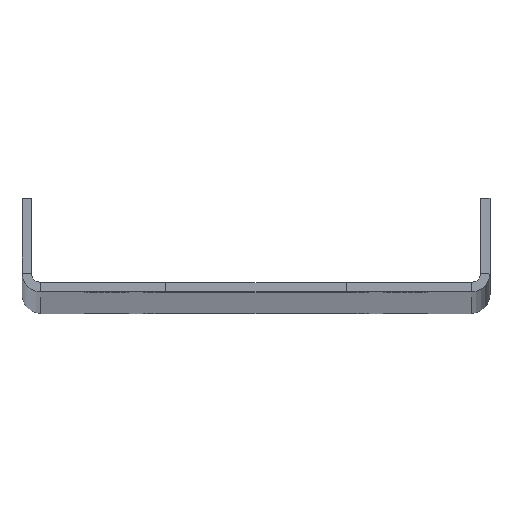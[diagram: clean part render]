
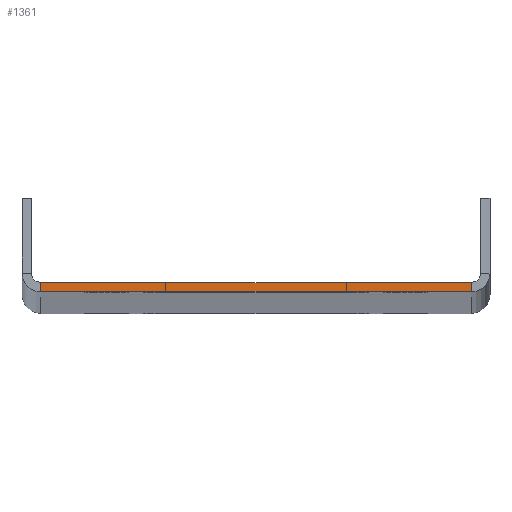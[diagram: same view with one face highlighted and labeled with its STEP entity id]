
A CAD part, top view. The second image highlights one B-rep face of the part: STEP entity #1361.
In plain terms, the highlighted planar face has unit normal (0, 0, 1).
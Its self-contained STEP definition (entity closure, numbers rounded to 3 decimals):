
#37=DIRECTION('',(0.,1.,0.));
#38=VECTOR('',#37,1.5);
#39=CARTESIAN_POINT('',(34.5,0.,2000.));
#40=LINE('',#39,#38);
#305=DIRECTION('',(0.,1.,0.));
#306=VECTOR('',#305,1.5);
#307=CARTESIAN_POINT('',(-34.5,0.,2000.));
#308=LINE('',#307,#306);
#309=DIRECTION('',(1.,0.,0.));
#310=VECTOR('',#309,69.);
#311=CARTESIAN_POINT('',(-34.5,1.5,2000.));
#312=LINE('',#311,#310);
#313=DIRECTION('',(1.,0.,0.));
#314=VECTOR('',#313,69.);
#315=CARTESIAN_POINT('',(-34.5,0.,2000.));
#316=LINE('',#315,#314);
#842=CARTESIAN_POINT('',(34.5,0.,2000.));
#844=VERTEX_POINT('',#842);
#845=CARTESIAN_POINT('',(-34.5,0.,2000.));
#847=VERTEX_POINT('',#845);
#850=CARTESIAN_POINT('',(34.5,1.5,2000.));
#852=VERTEX_POINT('',#850);
#853=CARTESIAN_POINT('',(-34.5,1.5,2000.));
#855=VERTEX_POINT('',#853);
#1348=CARTESIAN_POINT('',(0.,0.75,2000.));
#1349=DIRECTION('',(0.,0.,-1.));
#1350=DIRECTION('',(1.,0.,0.));
#1351=AXIS2_PLACEMENT_3D('',#1348,#1349,#1350);
#1352=PLANE('',#1351);
#1354=ORIENTED_EDGE('',*,*,#1353,.T.);
#1355=ORIENTED_EDGE('',*,*,#1215,.T.);
#1356=ORIENTED_EDGE('',*,*,#1160,.F.);
#1358=ORIENTED_EDGE('',*,*,#1357,.F.);
#1359=EDGE_LOOP('',(#1354,#1355,#1356,#1358));
#1360=FACE_OUTER_BOUND('',#1359,.F.);
#1361=ADVANCED_FACE('',(#1360),#1352,.F.);
#1160=EDGE_CURVE('',#844,#852,#40,.T.);
#1215=EDGE_CURVE('',#855,#852,#312,.T.);
#1353=EDGE_CURVE('',#847,#855,#308,.T.);
#1357=EDGE_CURVE('',#847,#844,#316,.T.);
